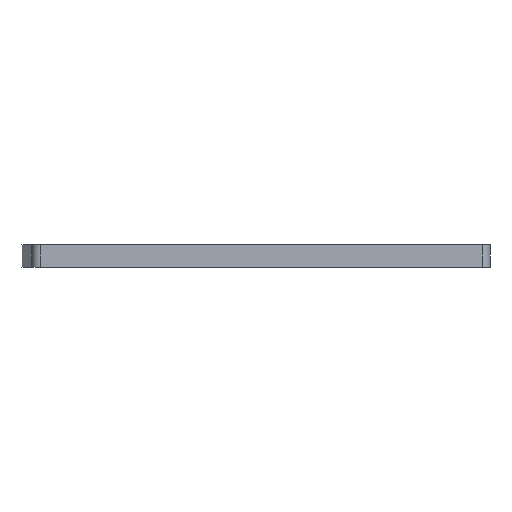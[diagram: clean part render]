
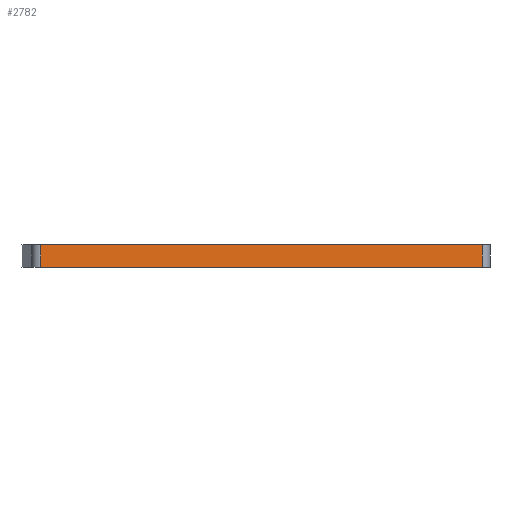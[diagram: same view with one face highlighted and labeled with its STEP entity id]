
A CAD part, left-side view. The second image highlights one B-rep face of the part: STEP entity #2782.
In plain terms, the highlighted planar face has unit normal (-0.997, -0.073, 0).
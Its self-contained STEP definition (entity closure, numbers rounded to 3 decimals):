
#2743=CARTESIAN_POINT('',(-102.015,1256.721,0.0));
#2744=DIRECTION('',(-0.997,-0.073,0.0));
#2745=DIRECTION('',(0.0,0.0,1.0));
#2746=AXIS2_PLACEMENT_3D('',#2743,#2744,#2745);
#2747=PLANE('',#2746);
#2748=CARTESIAN_POINT('',(-102.015,1256.721,8.0));
#2749=VERTEX_POINT('',#2748);
#2750=CARTESIAN_POINT('',(-113.568,1414.3,8.0));
#2751=VERTEX_POINT('',#2750);
#2752=CARTESIAN_POINT('',(-102.015,1256.721,8.0));
#2753=DIRECTION('',(-0.073,0.997,0.0));
#2754=VECTOR('',#2753,158.002);
#2755=LINE('',#2752,#2754);
#2756=EDGE_CURVE('',#2749,#2751,#2755,.T.);
#2757=ORIENTED_EDGE('',*,*,#2756,.T.);
#2758=CARTESIAN_POINT('',(-113.568,1414.3,0.0));
#2759=VERTEX_POINT('',#2758);
#2760=CARTESIAN_POINT('',(-113.568,1414.3,0.0));
#2761=DIRECTION('',(0.0,0.0,1.0));
#2762=VECTOR('',#2761,8.0);
#2763=LINE('',#2760,#2762);
#2764=EDGE_CURVE('',#2759,#2751,#2763,.T.);
#2765=ORIENTED_EDGE('',*,*,#2764,.F.);
#2766=CARTESIAN_POINT('',(-102.015,1256.721,0.0));
#2767=VERTEX_POINT('',#2766);
#2768=CARTESIAN_POINT('',(-113.568,1414.3,0.0));
#2769=DIRECTION('',(0.073,-0.997,0.0));
#2770=VECTOR('',#2769,158.002);
#2771=LINE('',#2768,#2770);
#2772=EDGE_CURVE('',#2759,#2767,#2771,.T.);
#2773=ORIENTED_EDGE('',*,*,#2772,.T.);
#2774=CARTESIAN_POINT('',(-102.015,1256.721,0.0));
#2775=DIRECTION('',(0.0,0.0,1.0));
#2776=VECTOR('',#2775,8.0);
#2777=LINE('',#2774,#2776);
#2778=EDGE_CURVE('',#2767,#2749,#2777,.T.);
#2779=ORIENTED_EDGE('',*,*,#2778,.T.);
#2780=EDGE_LOOP('',(#2757,#2765,#2773,#2779));
#2781=FACE_OUTER_BOUND('',#2780,.T.);
#2782=ADVANCED_FACE('',(#2781),#2747,.T.);
